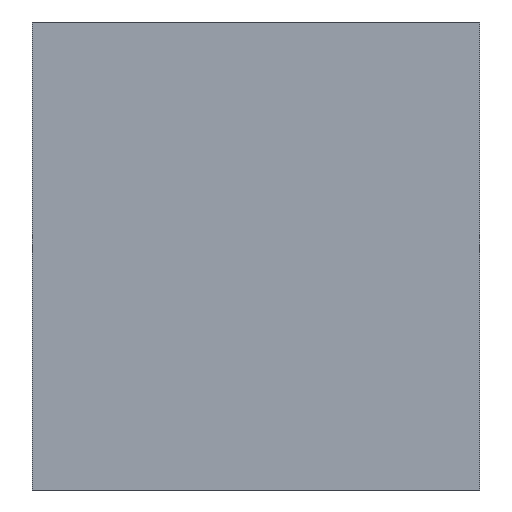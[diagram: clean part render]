
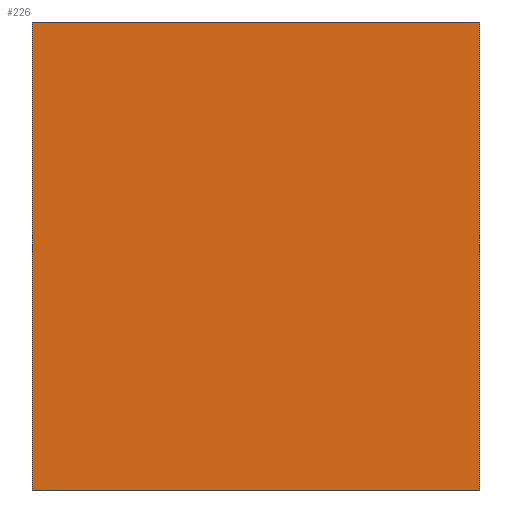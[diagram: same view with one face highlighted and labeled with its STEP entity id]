
A CAD part, front view. The second image highlights one B-rep face of the part: STEP entity #226.
In plain terms, the highlighted planar face has unit normal (0, -1, 0).
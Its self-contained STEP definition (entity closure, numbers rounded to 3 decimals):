
#2 = LINE ( 'NONE', #150, #76 ) ;
#12 = ORIENTED_EDGE ( 'NONE', *, *, #302, .T. ) ;
#22 = CARTESIAN_POINT ( 'NONE',  ( 0., 0., 23. ) ) ;
#41 = CARTESIAN_POINT ( 'NONE',  ( 0., 0., 23. ) ) ;
#50 = CARTESIAN_POINT ( 'NONE',  ( 0., 0., 23. ) ) ;
#75 = CARTESIAN_POINT ( 'NONE',  ( 22., 0., 0. ) ) ;
#76 = VECTOR ( 'NONE', #275, 1000. ) ;
#77 = LINE ( 'NONE', #50, #114 ) ;
#86 = VECTOR ( 'NONE', #170, 1000. ) ;
#87 = ORIENTED_EDGE ( 'NONE', *, *, #123, .F. ) ;
#94 = DIRECTION ( 'NONE',  ( 0., 1., 0. ) ) ;
#108 = VERTEX_POINT ( 'NONE', #205 ) ;
#112 = VERTEX_POINT ( 'NONE', #75 ) ;
#114 = VECTOR ( 'NONE', #273, 1000. ) ;
#118 = VECTOR ( 'NONE', #315, 1000. ) ;
#119 = LINE ( 'NONE', #145, #86 ) ;
#123 = EDGE_CURVE ( 'NONE', #108, #112, #2, .T. ) ;
#129 = VERTEX_POINT ( 'NONE', #130 ) ;
#130 = CARTESIAN_POINT ( 'NONE',  ( 0., 0., 0. ) ) ;
#132 = VERTEX_POINT ( 'NONE', #228 ) ;
#133 = EDGE_LOOP ( 'NONE', ( #12, #87, #310, #186 ) ) ;
#145 = CARTESIAN_POINT ( 'NONE',  ( 0., 0., 0. ) ) ;
#150 = CARTESIAN_POINT ( 'NONE',  ( 22., 0., 23. ) ) ;
#166 = EDGE_CURVE ( 'NONE', #132, #129, #77, .T. ) ;
#170 = DIRECTION ( 'NONE',  ( 1., 0., 0. ) ) ;
#186 = ORIENTED_EDGE ( 'NONE', *, *, #166, .T. ) ;
#205 = CARTESIAN_POINT ( 'NONE',  ( 22., 0., 23. ) ) ;
#226 = ADVANCED_FACE ( 'NONE', ( #292 ), #269, .F. ) ;
#228 = CARTESIAN_POINT ( 'NONE',  ( 0., 0., 23. ) ) ;
#232 = AXIS2_PLACEMENT_3D ( 'NONE', #41, #94, #313 ) ;
#250 = EDGE_CURVE ( 'NONE', #132, #108, #271, .T. ) ;
#269 = PLANE ( 'NONE',  #232 ) ;
#271 = LINE ( 'NONE', #22, #118 ) ;
#273 = DIRECTION ( 'NONE',  ( 0., 0., -1. ) ) ;
#275 = DIRECTION ( 'NONE',  ( 0., 0., -1. ) ) ;
#292 = FACE_OUTER_BOUND ( 'NONE', #133, .T. ) ;
#302 = EDGE_CURVE ( 'NONE', #129, #112, #119, .T. ) ;
#310 = ORIENTED_EDGE ( 'NONE', *, *, #250, .F. ) ;
#313 = DIRECTION ( 'NONE',  ( 0., 0., 1. ) ) ;
#315 = DIRECTION ( 'NONE',  ( 1., 0., 0. ) ) ;
